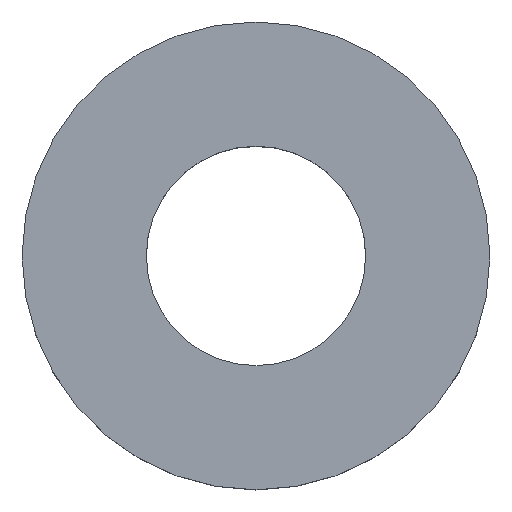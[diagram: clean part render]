
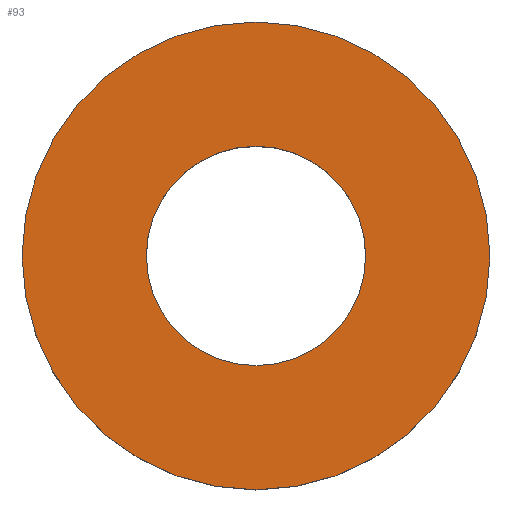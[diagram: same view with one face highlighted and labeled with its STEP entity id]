
A CAD part, top view. The second image highlights one B-rep face of the part: STEP entity #93.
In plain terms, the highlighted planar face has unit normal (0, 0, 1).
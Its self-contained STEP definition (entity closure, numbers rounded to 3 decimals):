
#21=PLANE('',#118);
#32=ORIENTED_EDGE('',*,*,#43,.F.);
#33=ORIENTED_EDGE('',*,*,#45,.T.);
#43=EDGE_CURVE('',#50,#50,#57,.T.);
#45=EDGE_CURVE('',#52,#52,#59,.T.);
#50=VERTEX_POINT('',#164);
#52=VERTEX_POINT('',#170);
#57=CIRCLE('',#115,3.75);
#59=CIRCLE('',#119,8.);
#67=EDGE_LOOP('',(#32));
#68=EDGE_LOOP('',(#33));
#81=FACE_BOUND('',#67,.T.);
#82=FACE_BOUND('',#68,.T.);
#93=ADVANCED_FACE('',(#81,#82),#21,.T.);
#115=AXIS2_PLACEMENT_3D('',#163,#136,#137);
#118=AXIS2_PLACEMENT_3D('',#168,#142,#143);
#119=AXIS2_PLACEMENT_3D('',#169,#144,#145);
#136=DIRECTION('',(0.,0.,1.));
#137=DIRECTION('',(1.,0.,0.));
#142=DIRECTION('',(0.,0.,1.));
#143=DIRECTION('',(1.,0.,0.));
#144=DIRECTION('',(0.,0.,1.));
#145=DIRECTION('',(1.,0.,0.));
#163=CARTESIAN_POINT('',(0.,0.,4.));
#164=CARTESIAN_POINT('',(3.75,0.,4.));
#168=CARTESIAN_POINT('',(3.75,0.,4.));
#169=CARTESIAN_POINT('',(0.,0.,4.));
#170=CARTESIAN_POINT('',(8.,0.,4.));
